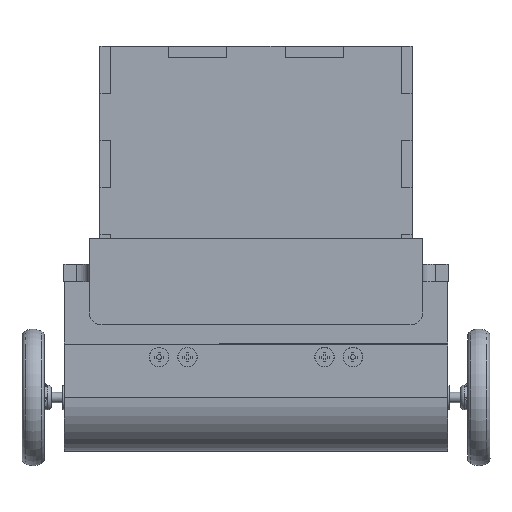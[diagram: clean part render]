
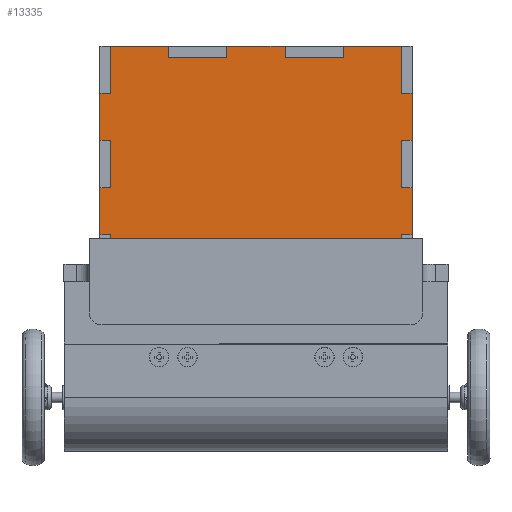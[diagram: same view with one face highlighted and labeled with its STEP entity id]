
A CAD part, front view. The second image highlights one B-rep face of the part: STEP entity #13335.
In plain terms, the highlighted planar face has unit normal (0, -1, 0).
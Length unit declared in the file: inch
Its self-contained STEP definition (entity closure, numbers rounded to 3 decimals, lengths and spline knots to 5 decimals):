
#1500=FACE_OUTER_BOUND('',#2288,.T.);
#2288=EDGE_LOOP('',(#9285,#9286,#9287,#9288,#9289,#9290,#9291,#9292,#9293,
#9294,#9295,#9296,#9297,#9298,#9299,#9300,#9301,#9302,#9303,#9304,#9305,
#9306,#9307,#9308,#9309,#9310,#9311,#9312));
#3192=LINE('',#18329,#4447);
#3196=LINE('',#18337,#4451);
#3199=LINE('',#18343,#4454);
#3202=LINE('',#18349,#4457);
#3205=LINE('',#18355,#4460);
#3208=LINE('',#18361,#4463);
#3211=LINE('',#18367,#4466);
#3214=LINE('',#18373,#4469);
#3217=LINE('',#18379,#4472);
#3220=LINE('',#18385,#4475);
#3223=LINE('',#18391,#4478);
#3226=LINE('',#18397,#4481);
#3229=LINE('',#18403,#4484);
#3232=LINE('',#18409,#4487);
#3235=LINE('',#18415,#4490);
#3238=LINE('',#18421,#4493);
#3241=LINE('',#18427,#4496);
#3244=LINE('',#18433,#4499);
#3247=LINE('',#18439,#4502);
#3250=LINE('',#18445,#4505);
#3253=LINE('',#18451,#4508);
#3256=LINE('',#18457,#4511);
#3259=LINE('',#18463,#4514);
#3262=LINE('',#18469,#4517);
#3265=LINE('',#18475,#4520);
#3268=LINE('',#18481,#4523);
#3271=LINE('',#18487,#4526);
#3274=LINE('',#18492,#4529);
#4447=VECTOR('',#15322,0.3937);
#4451=VECTOR('',#15328,0.3937);
#4454=VECTOR('',#15333,0.3937);
#4457=VECTOR('',#15338,0.3937);
#4460=VECTOR('',#15343,0.3937);
#4463=VECTOR('',#15348,0.3937);
#4466=VECTOR('',#15353,0.3937);
#4469=VECTOR('',#15358,0.3937);
#4472=VECTOR('',#15363,0.3937);
#4475=VECTOR('',#15368,0.3937);
#4478=VECTOR('',#15373,0.3937);
#4481=VECTOR('',#15378,0.3937);
#4484=VECTOR('',#15383,0.3937);
#4487=VECTOR('',#15388,0.3937);
#4490=VECTOR('',#15393,0.3937);
#4493=VECTOR('',#15398,0.3937);
#4496=VECTOR('',#15403,0.3937);
#4499=VECTOR('',#15408,0.3937);
#4502=VECTOR('',#15413,0.3937);
#4505=VECTOR('',#15418,0.3937);
#4508=VECTOR('',#15423,0.3937);
#4511=VECTOR('',#15428,0.3937);
#4514=VECTOR('',#15433,0.3937);
#4517=VECTOR('',#15438,0.3937);
#4520=VECTOR('',#15443,0.3937);
#4523=VECTOR('',#15448,0.3937);
#4526=VECTOR('',#15453,0.3937);
#4529=VECTOR('',#15458,0.3937);
#5674=VERTEX_POINT('',#18327);
#5675=VERTEX_POINT('',#18328);
#5678=VERTEX_POINT('',#18336);
#5680=VERTEX_POINT('',#18342);
#5682=VERTEX_POINT('',#18348);
#5684=VERTEX_POINT('',#18354);
#5686=VERTEX_POINT('',#18360);
#5688=VERTEX_POINT('',#18366);
#5690=VERTEX_POINT('',#18372);
#5692=VERTEX_POINT('',#18378);
#5694=VERTEX_POINT('',#18384);
#5696=VERTEX_POINT('',#18390);
#5698=VERTEX_POINT('',#18396);
#5700=VERTEX_POINT('',#18402);
#5702=VERTEX_POINT('',#18408);
#5704=VERTEX_POINT('',#18414);
#5706=VERTEX_POINT('',#18420);
#5708=VERTEX_POINT('',#18426);
#5710=VERTEX_POINT('',#18432);
#5712=VERTEX_POINT('',#18438);
#5714=VERTEX_POINT('',#18444);
#5716=VERTEX_POINT('',#18450);
#5718=VERTEX_POINT('',#18456);
#5720=VERTEX_POINT('',#18462);
#5722=VERTEX_POINT('',#18468);
#5724=VERTEX_POINT('',#18474);
#5726=VERTEX_POINT('',#18480);
#5728=VERTEX_POINT('',#18486);
#7016=EDGE_CURVE('',#5674,#5675,#3192,.T.);
#7020=EDGE_CURVE('',#5675,#5678,#3196,.T.);
#7023=EDGE_CURVE('',#5680,#5678,#3199,.T.);
#7026=EDGE_CURVE('',#5682,#5680,#3202,.T.);
#7029=EDGE_CURVE('',#5682,#5684,#3205,.T.);
#7032=EDGE_CURVE('',#5684,#5686,#3208,.T.);
#7035=EDGE_CURVE('',#5688,#5686,#3211,.T.);
#7038=EDGE_CURVE('',#5688,#5690,#3214,.T.);
#7041=EDGE_CURVE('',#5690,#5692,#3217,.T.);
#7044=EDGE_CURVE('',#5694,#5692,#3220,.T.);
#7047=EDGE_CURVE('',#5696,#5694,#3223,.T.);
#7050=EDGE_CURVE('',#5696,#5698,#3226,.T.);
#7053=EDGE_CURVE('',#5698,#5700,#3229,.T.);
#7056=EDGE_CURVE('',#5702,#5700,#3232,.T.);
#7059=EDGE_CURVE('',#5704,#5702,#3235,.T.);
#7062=EDGE_CURVE('',#5704,#5706,#3238,.T.);
#7065=EDGE_CURVE('',#5706,#5708,#3241,.T.);
#7068=EDGE_CURVE('',#5708,#5710,#3244,.T.);
#7071=EDGE_CURVE('',#5712,#5710,#3247,.T.);
#7074=EDGE_CURVE('',#5714,#5712,#3250,.T.);
#7077=EDGE_CURVE('',#5716,#5714,#3253,.T.);
#7080=EDGE_CURVE('',#5716,#5718,#3256,.T.);
#7083=EDGE_CURVE('',#5720,#5718,#3259,.T.);
#7086=EDGE_CURVE('',#5722,#5720,#3262,.T.);
#7089=EDGE_CURVE('',#5724,#5722,#3265,.T.);
#7092=EDGE_CURVE('',#5726,#5724,#3268,.T.);
#7095=EDGE_CURVE('',#5728,#5726,#3271,.T.);
#7098=EDGE_CURVE('',#5674,#5728,#3274,.T.);
#9285=ORIENTED_EDGE('',*,*,#7098,.F.);
#9286=ORIENTED_EDGE('',*,*,#7016,.T.);
#9287=ORIENTED_EDGE('',*,*,#7020,.T.);
#9288=ORIENTED_EDGE('',*,*,#7023,.F.);
#9289=ORIENTED_EDGE('',*,*,#7026,.F.);
#9290=ORIENTED_EDGE('',*,*,#7029,.T.);
#9291=ORIENTED_EDGE('',*,*,#7032,.T.);
#9292=ORIENTED_EDGE('',*,*,#7035,.F.);
#9293=ORIENTED_EDGE('',*,*,#7038,.T.);
#9294=ORIENTED_EDGE('',*,*,#7041,.T.);
#9295=ORIENTED_EDGE('',*,*,#7044,.F.);
#9296=ORIENTED_EDGE('',*,*,#7047,.F.);
#9297=ORIENTED_EDGE('',*,*,#7050,.T.);
#9298=ORIENTED_EDGE('',*,*,#7053,.T.);
#9299=ORIENTED_EDGE('',*,*,#7056,.F.);
#9300=ORIENTED_EDGE('',*,*,#7059,.F.);
#9301=ORIENTED_EDGE('',*,*,#7062,.T.);
#9302=ORIENTED_EDGE('',*,*,#7065,.T.);
#9303=ORIENTED_EDGE('',*,*,#7068,.T.);
#9304=ORIENTED_EDGE('',*,*,#7071,.F.);
#9305=ORIENTED_EDGE('',*,*,#7074,.F.);
#9306=ORIENTED_EDGE('',*,*,#7077,.F.);
#9307=ORIENTED_EDGE('',*,*,#7080,.T.);
#9308=ORIENTED_EDGE('',*,*,#7083,.F.);
#9309=ORIENTED_EDGE('',*,*,#7086,.F.);
#9310=ORIENTED_EDGE('',*,*,#7089,.F.);
#9311=ORIENTED_EDGE('',*,*,#7092,.F.);
#9312=ORIENTED_EDGE('',*,*,#7095,.F.);
#12908=PLANE('',#14280);
#13335=ADVANCED_FACE('',(#1500),#12908,.F.);
#14280=AXIS2_PLACEMENT_3D('',#18495,#15462,#15463);
#15322=DIRECTION('',(0.,0.,-1.));
#15328=DIRECTION('',(1.,0.,0.));
#15333=DIRECTION('',(0.,0.,1.));
#15338=DIRECTION('',(1.,0.,0.));
#15343=DIRECTION('',(0.,0.,-1.));
#15348=DIRECTION('',(1.,0.,0.));
#15353=DIRECTION('',(0.,0.,1.));
#15358=DIRECTION('',(1.,0.,0.));
#15363=DIRECTION('',(0.,0.,1.));
#15368=DIRECTION('',(-1.,0.,0.));
#15373=DIRECTION('',(0.,0.,-1.));
#15378=DIRECTION('',(-1.,0.,0.));
#15383=DIRECTION('',(0.,0.,1.));
#15388=DIRECTION('',(-1.,0.,0.));
#15393=DIRECTION('',(0.,0.,-1.));
#15398=DIRECTION('',(-1.,0.,0.));
#15403=DIRECTION('',(0.,0.,1.));
#15408=DIRECTION('',(-1.,0.,0.));
#15413=DIRECTION('',(0.,0.,1.));
#15418=DIRECTION('',(1.,0.,0.));
#15423=DIRECTION('',(0.,0.,-1.));
#15428=DIRECTION('',(-1.,0.,0.));
#15433=DIRECTION('',(0.,0.,1.));
#15438=DIRECTION('',(1.,0.,0.));
#15443=DIRECTION('',(0.,0.,-1.));
#15448=DIRECTION('',(1.,0.,0.));
#15453=DIRECTION('',(0.,0.,1.));
#15458=DIRECTION('',(1.,0.,0.));
#15462=DIRECTION('center_axis',(0.,1.,0.));
#15463=DIRECTION('ref_axis',(1.,0.,0.));
#18327=CARTESIAN_POINT('',(0.,0.,2.1684));
#18328=CARTESIAN_POINT('',(0.,0.,1.6264));
#18329=CARTESIAN_POINT('',(0.,0.,2.1684));
#18336=CARTESIAN_POINT('',(0.125,0.,1.6264));
#18337=CARTESIAN_POINT('',(0.,0.,1.6264));
#18342=CARTESIAN_POINT('',(0.125,0.,1.0844));
#18343=CARTESIAN_POINT('',(0.125,0.,1.0844));
#18348=CARTESIAN_POINT('',(0.,0.,1.0844));
#18349=CARTESIAN_POINT('',(0.,0.,1.0844));
#18354=CARTESIAN_POINT('',(0.,0.,0.5424));
#18355=CARTESIAN_POINT('',(0.,0.,1.0844));
#18360=CARTESIAN_POINT('',(0.125,0.,0.5424));
#18361=CARTESIAN_POINT('',(0.,0.,0.5424));
#18366=CARTESIAN_POINT('',(0.125,0.,0.));
#18367=CARTESIAN_POINT('',(0.125,0.,0.));
#18372=CARTESIAN_POINT('',(3.47461,0.,0.));
#18373=CARTESIAN_POINT('',(0.125,0.,0.));
#18378=CARTESIAN_POINT('',(3.47461,0.,0.5424));
#18379=CARTESIAN_POINT('',(3.47461,0.,0.));
#18384=CARTESIAN_POINT('',(3.59961,0.,0.5424));
#18385=CARTESIAN_POINT('',(3.59961,0.,0.5424));
#18390=CARTESIAN_POINT('',(3.59961,0.,1.0844));
#18391=CARTESIAN_POINT('',(3.59961,0.,1.0844));
#18396=CARTESIAN_POINT('',(3.47461,0.,1.0844));
#18397=CARTESIAN_POINT('',(3.59961,0.,1.0844));
#18402=CARTESIAN_POINT('',(3.47461,0.,1.6264));
#18403=CARTESIAN_POINT('',(3.47461,0.,1.0844));
#18408=CARTESIAN_POINT('',(3.59961,0.,1.6264));
#18409=CARTESIAN_POINT('',(3.59961,0.,1.6264));
#18414=CARTESIAN_POINT('',(3.59961,0.,2.1684));
#18415=CARTESIAN_POINT('',(3.59961,0.,2.1684));
#18420=CARTESIAN_POINT('',(3.47461,0.,2.1684));
#18421=CARTESIAN_POINT('',(3.59961,0.,2.1684));
#18426=CARTESIAN_POINT('',(3.47461,0.,2.7122));
#18427=CARTESIAN_POINT('',(3.47461,0.,2.1684));
#18432=CARTESIAN_POINT('',(2.80461,0.,2.7122));
#18433=CARTESIAN_POINT('',(3.47461,0.,2.7122));
#18438=CARTESIAN_POINT('',(2.80461,0.,2.5872));
#18439=CARTESIAN_POINT('',(2.80461,0.,2.5872));
#18444=CARTESIAN_POINT('',(2.13461,0.,2.5872));
#18445=CARTESIAN_POINT('',(2.13461,0.,2.5872));
#18450=CARTESIAN_POINT('',(2.13461,0.,2.7122));
#18451=CARTESIAN_POINT('',(2.13461,0.,2.7122));
#18456=CARTESIAN_POINT('',(1.46461,0.,2.7122));
#18457=CARTESIAN_POINT('',(2.13461,0.,2.7122));
#18462=CARTESIAN_POINT('',(1.46461,0.,2.5872));
#18463=CARTESIAN_POINT('',(1.46461,0.,2.5872));
#18468=CARTESIAN_POINT('',(0.79461,0.,2.5872));
#18469=CARTESIAN_POINT('',(0.79461,0.,2.5872));
#18474=CARTESIAN_POINT('',(0.79461,0.,2.7122));
#18475=CARTESIAN_POINT('',(0.79461,0.,2.7122));
#18480=CARTESIAN_POINT('',(0.125,0.,2.7122));
#18481=CARTESIAN_POINT('',(0.125,0.,2.7122));
#18486=CARTESIAN_POINT('',(0.125,0.,2.1684));
#18487=CARTESIAN_POINT('',(0.125,0.,2.1684));
#18492=CARTESIAN_POINT('',(0.,0.,2.1684));
#18495=CARTESIAN_POINT('Origin',(1.7998,0.,1.3561));
